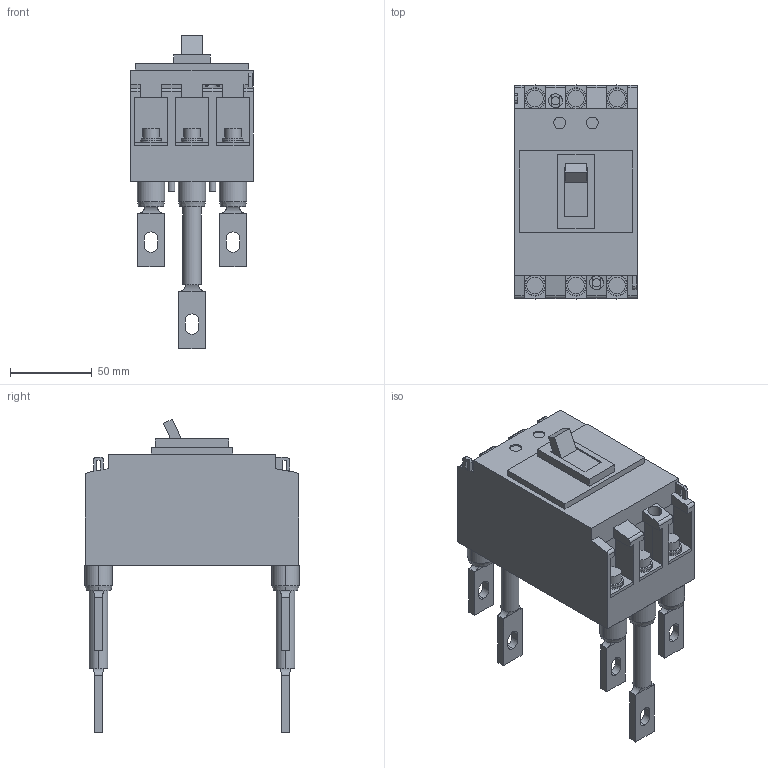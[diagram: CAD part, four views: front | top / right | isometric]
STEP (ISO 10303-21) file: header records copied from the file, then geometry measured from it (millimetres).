
FILE_DESCRIPTION (( 'STEP AP214' ), '1' );
FILE_NAME ('PE60NF3R.STEP', '2023-01-11T06:37:49', ( 'CAD' ), ( '' ), 'SwSTEP 2.0', 'SolidWorks 2015', '' );
FILE_SCHEMA (( 'AUTOMOTIVE_DESIGN' ));
Length unit declared in the file: millimetre
Products named in the file (1): PE60NF3R
Bounding box: 75 x 130.6 x 191.2 mm (x, y, z)
Volume: 649473 mm3; surface area: 91503.5 mm2
Topology: 35 solids, 35 shells, 375 faces, 831 edges, 542 vertices
Faces by surface type: plane 234, cylinder 129, cone 12
Entity records: 13309 total; most frequent: CARTESIAN_POINT 2177, DIRECTION 1773, ORIENTED_EDGE 1662, EDGE_CURVE 831, AXIS2_PLACEMENT_3D 594, LINE 585, VECTOR 585, VERTEX_POINT 542
